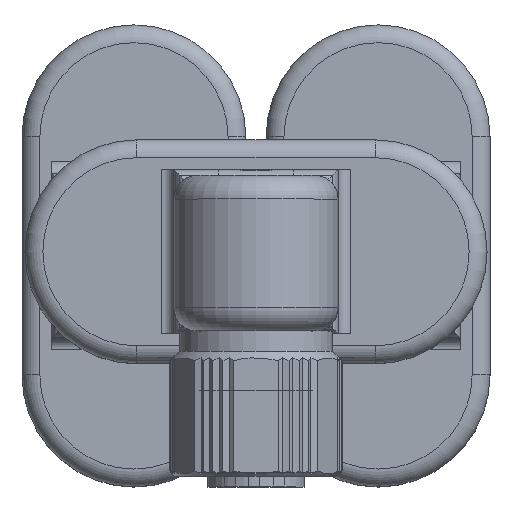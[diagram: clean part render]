
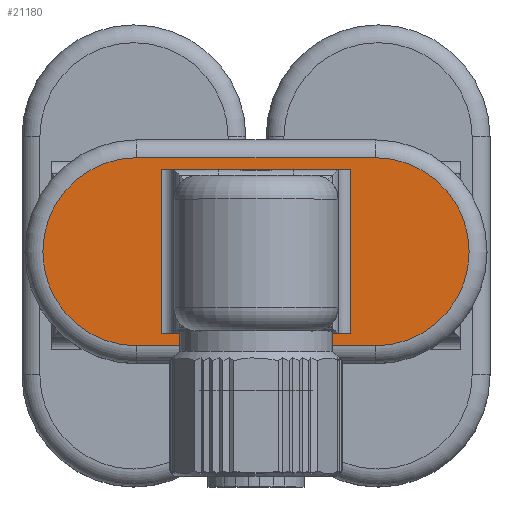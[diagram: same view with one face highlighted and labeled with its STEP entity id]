
A CAD part, top view. The second image highlights one B-rep face of the part: STEP entity #21180.
In plain terms, the highlighted planar face has unit normal (0, 0, 1).
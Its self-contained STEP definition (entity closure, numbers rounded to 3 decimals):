
#332=PLANE('',#22406);
#958=LINE('',#29802,#1876);
#964=LINE('',#29821,#1882);
#1193=LINE('',#30604,#2111);
#1194=LINE('',#30609,#2112);
#1195=LINE('',#30612,#2113);
#1196=LINE('',#30613,#2114);
#1876=VECTOR('',#24036,1000.);
#1882=VECTOR('',#24050,1000.);
#2111=VECTOR('',#24833,1000.);
#2112=VECTOR('',#24836,1000.);
#2113=VECTOR('',#24839,1000.);
#2114=VECTOR('',#24840,1000.);
#4511=ORIENTED_EDGE('',*,*,#8534,.T.);
#4512=ORIENTED_EDGE('',*,*,#8535,.F.);
#4513=ORIENTED_EDGE('',*,*,#8536,.F.);
#4514=ORIENTED_EDGE('',*,*,#8537,.T.);
#4515=ORIENTED_EDGE('',*,*,#8538,.F.);
#4516=ORIENTED_EDGE('',*,*,#8148,.F.);
#4517=ORIENTED_EDGE('',*,*,#8539,.T.);
#4518=ORIENTED_EDGE('',*,*,#8157,.T.);
#8148=EDGE_CURVE('',#10256,#10257,#958,.T.);
#8157=EDGE_CURVE('',#10266,#10265,#964,.T.);
#8534=EDGE_CURVE('',#10528,#10529,#1193,.T.);
#8535=EDGE_CURVE('',#10530,#10529,#11374,.T.);
#8536=EDGE_CURVE('',#10531,#10530,#1194,.T.);
#8537=EDGE_CURVE('',#10531,#10528,#11375,.T.);
#8538=EDGE_CURVE('',#10257,#10265,#1195,.T.);
#8539=EDGE_CURVE('',#10256,#10266,#1196,.T.);
#10256=VERTEX_POINT('',#29801);
#10257=VERTEX_POINT('',#29803);
#10265=VERTEX_POINT('',#29820);
#10266=VERTEX_POINT('',#29822);
#10528=VERTEX_POINT('',#30605);
#10529=VERTEX_POINT('',#30606);
#10530=VERTEX_POINT('',#30608);
#10531=VERTEX_POINT('',#30610);
#11374=CIRCLE('',#22407,7.9);
#11375=CIRCLE('',#22408,7.9);
#11964=EDGE_LOOP('',(#4511,#4512,#4513,#4514));
#11965=EDGE_LOOP('',(#4515,#4516,#4517,#4518));
#13133=FACE_BOUND('',#11964,.T.);
#13134=FACE_BOUND('',#11965,.T.);
#21180=ADVANCED_FACE('',(#13133,#13134),#332,.F.);
#22406=AXIS2_PLACEMENT_3D('',#30603,#24831,#24832);
#22407=AXIS2_PLACEMENT_3D('',#30607,#24834,#24835);
#22408=AXIS2_PLACEMENT_3D('',#30611,#24837,#24838);
#24036=DIRECTION('',(-1.,0.,0.));
#24050=DIRECTION('',(-1.,0.,0.));
#24831=DIRECTION('',(0.,0.,-1.));
#24832=DIRECTION('',(-1.,0.,0.));
#24833=DIRECTION('',(-1.,0.,0.));
#24834=DIRECTION('',(0.,0.,-1.));
#24835=DIRECTION('',(-1.,0.,0.));
#24836=DIRECTION('',(-1.,0.,0.));
#24837=DIRECTION('',(0.,0.,1.));
#24838=DIRECTION('',(1.,0.,0.));
#24839=DIRECTION('',(0.,-1.,0.));
#24840=DIRECTION('',(0.,-1.,0.));
#29801=CARTESIAN_POINT('',(7.9,6.9,214.4));
#29802=CARTESIAN_POINT('',(7.9,6.9,214.4));
#29803=CARTESIAN_POINT('',(-7.9,6.9,214.4));
#29820=CARTESIAN_POINT('',(-7.9,-6.9,214.4));
#29821=CARTESIAN_POINT('',(7.9,-6.9,214.4));
#29822=CARTESIAN_POINT('',(7.9,-6.9,214.4));
#30603=CARTESIAN_POINT('',(10.,7.9,214.4));
#30604=CARTESIAN_POINT('',(10.,7.9,214.4));
#30605=CARTESIAN_POINT('',(10.,7.9,214.4));
#30606=CARTESIAN_POINT('',(-10.,7.9,214.4));
#30607=CARTESIAN_POINT('',(-10.,0.,214.4));
#30608=CARTESIAN_POINT('',(-10.,-7.9,214.4));
#30609=CARTESIAN_POINT('',(10.,-7.9,214.4));
#30610=CARTESIAN_POINT('',(10.,-7.9,214.4));
#30611=CARTESIAN_POINT('',(10.,0.,214.4));
#30612=CARTESIAN_POINT('',(-7.9,6.9,214.4));
#30613=CARTESIAN_POINT('',(7.9,6.9,214.4));
